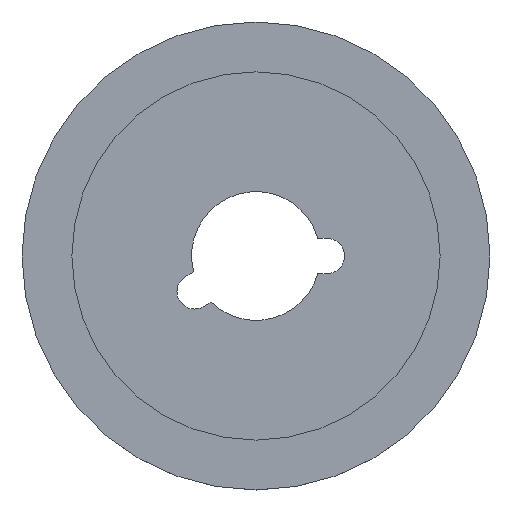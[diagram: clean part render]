
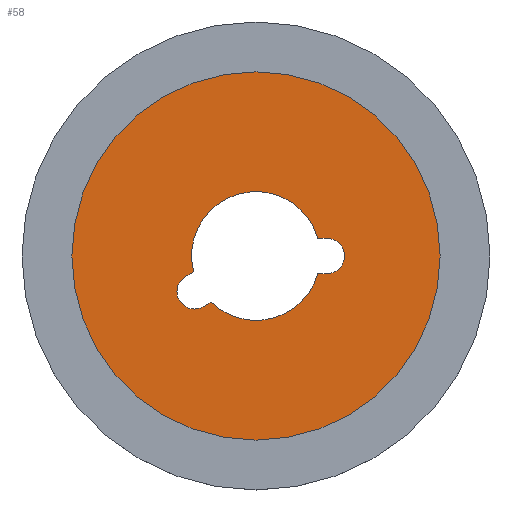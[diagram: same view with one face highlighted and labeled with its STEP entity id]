
A CAD part, top view. The second image highlights one B-rep face of the part: STEP entity #58.
In plain terms, the highlighted planar face has unit normal (0, 0, 1).
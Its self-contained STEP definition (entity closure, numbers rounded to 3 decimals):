
#58=ADVANCED_FACE('',(#115,#116),#75,.T.);
#75=PLANE('',#326);
#83=LINE('',#451,#99);
#84=LINE('',#455,#100);
#85=LINE('',#459,#101);
#86=LINE('',#463,#102);
#99=VECTOR('',#365,1.);
#100=VECTOR('',#368,1.);
#101=VECTOR('',#371,1.);
#102=VECTOR('',#374,1.);
#115=FACE_BOUND('',#133,.T.);
#116=FACE_BOUND('',#134,.T.);
#133=EDGE_LOOP('',(#159));
#134=EDGE_LOOP('',(#160,#161,#162,#163,#164,#165,#166,#167));
#159=ORIENTED_EDGE('',*,*,#247,.T.);
#160=ORIENTED_EDGE('',*,*,#248,.F.);
#161=ORIENTED_EDGE('',*,*,#249,.T.);
#162=ORIENTED_EDGE('',*,*,#250,.F.);
#163=ORIENTED_EDGE('',*,*,#251,.T.);
#164=ORIENTED_EDGE('',*,*,#252,.F.);
#165=ORIENTED_EDGE('',*,*,#253,.F.);
#166=ORIENTED_EDGE('',*,*,#254,.F.);
#167=ORIENTED_EDGE('',*,*,#255,.T.);
#223=VERTEX_POINT('',#447);
#224=VERTEX_POINT('',#449);
#225=VERTEX_POINT('',#450);
#226=VERTEX_POINT('',#452);
#227=VERTEX_POINT('',#454);
#228=VERTEX_POINT('',#456);
#229=VERTEX_POINT('',#458);
#230=VERTEX_POINT('',#460);
#231=VERTEX_POINT('',#462);
#247=EDGE_CURVE('',#223,#223,#279,.T.);
#248=EDGE_CURVE('',#224,#225,#280,.T.);
#249=EDGE_CURVE('',#224,#226,#83,.T.);
#250=EDGE_CURVE('',#227,#226,#281,.T.);
#251=EDGE_CURVE('',#227,#228,#84,.T.);
#252=EDGE_CURVE('',#229,#228,#282,.T.);
#253=EDGE_CURVE('',#230,#229,#85,.T.);
#254=EDGE_CURVE('',#231,#230,#283,.T.);
#255=EDGE_CURVE('',#231,#225,#86,.T.);
#279=CIRCLE('',#321,39.4);
#280=CIRCLE('',#322,3.);
#281=CIRCLE('',#323,11.005);
#282=CIRCLE('',#324,3.);
#283=CIRCLE('',#325,11.005);
#321=AXIS2_PLACEMENT_3D('',#446,#361,#362);
#322=AXIS2_PLACEMENT_3D('',#448,#363,#364);
#323=AXIS2_PLACEMENT_3D('',#453,#366,#367);
#324=AXIS2_PLACEMENT_3D('',#457,#369,#370);
#325=AXIS2_PLACEMENT_3D('',#461,#372,#373);
#326=AXIS2_PLACEMENT_3D('',#464,#375,#376);
#361=DIRECTION('',(0.,0.,1.));
#362=DIRECTION('',(-1.,0.,0.));
#363=DIRECTION('',(0.,0.,1.));
#364=DIRECTION('',(0.,1.,0.));
#365=DIRECTION('',(-1.,0.,0.));
#366=DIRECTION('',(0.,0.,1.));
#367=DIRECTION('',(0.,1.,0.));
#368=DIRECTION('',(-0.866,-0.5,0.));
#369=DIRECTION('',(0.,0.,1.));
#370=DIRECTION('',(0.,1.,0.));
#371=DIRECTION('',(-0.866,-0.5,0.));
#372=DIRECTION('',(0.,0.,1.));
#373=DIRECTION('',(0.,1.,0.));
#374=DIRECTION('',(1.,0.,0.));
#375=DIRECTION('',(0.,0.,1.));
#376=DIRECTION('',(0.,1.,0.));
#446=CARTESIAN_POINT('',(0.,0.,0.));
#447=CARTESIAN_POINT('',(-39.4,0.,0.));
#448=CARTESIAN_POINT('',(12.145,0.,0.));
#449=CARTESIAN_POINT('',(12.145,-3.,0.));
#450=CARTESIAN_POINT('',(12.145,3.,0.));
#451=CARTESIAN_POINT('',(0.,-3.,0.));
#452=CARTESIAN_POINT('',(10.588,-3.,0.));
#453=CARTESIAN_POINT('',(0.,0.,0.));
#454=CARTESIAN_POINT('',(-7.67,-7.892,0.));
#455=CARTESIAN_POINT('',(1.5,-2.598,0.));
#456=CARTESIAN_POINT('',(-9.018,-8.67,0.));
#457=CARTESIAN_POINT('',(-10.518,-6.072,0.));
#458=CARTESIAN_POINT('',(-12.018,-3.474,0.));
#459=CARTESIAN_POINT('',(-1.5,2.598,0.));
#460=CARTESIAN_POINT('',(-10.67,-2.696,0.));
#461=CARTESIAN_POINT('',(0.,0.,0.));
#462=CARTESIAN_POINT('',(10.588,3.,0.));
#463=CARTESIAN_POINT('',(0.,3.,0.));
#464=CARTESIAN_POINT('',(0.,0.,0.));
